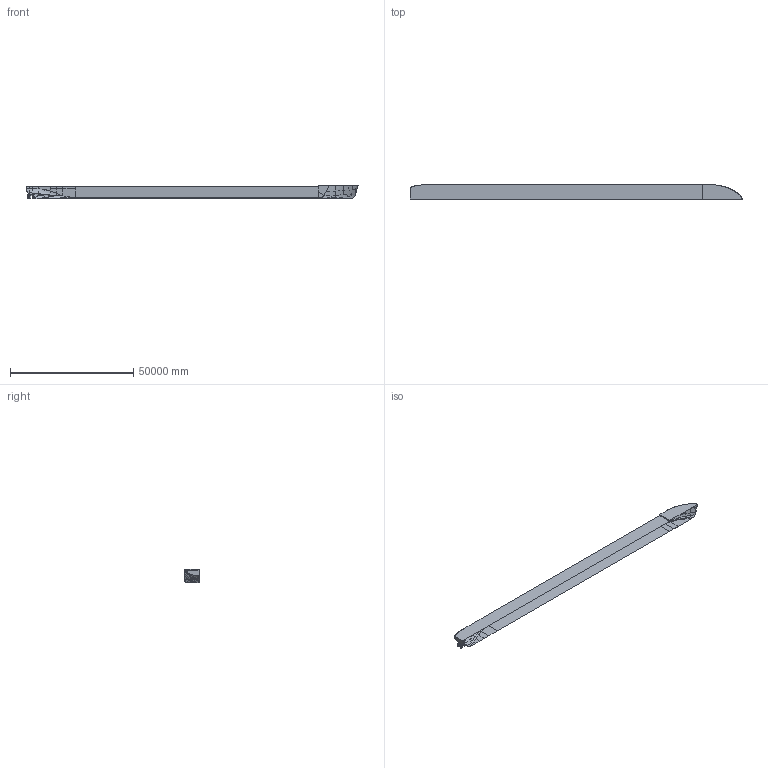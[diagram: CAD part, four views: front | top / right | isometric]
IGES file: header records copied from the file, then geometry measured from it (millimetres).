
Start section: Diese Datei wurde von MicroStation IGES (Import) erzeugt.
Global section: file name: 30HM2014A_app.igs; native system: Rhinoceros ( Feb  6 2007 ); preprocessor: Trout Lake IGES 012 Feb  6 2007; author: DST for BAW/UDE; date: 170802.081511; units: metre
Bounding box: 134947.01 x 5728.04 x 5549.8 mm (x, y, z)
Surface area: 2180435380.1 mm2 (no closed solid volume)
Topology: 0 solids, 0 shells, 779 faces, 4885 edges, 5011 vertices
Faces by surface type: bspline 779
